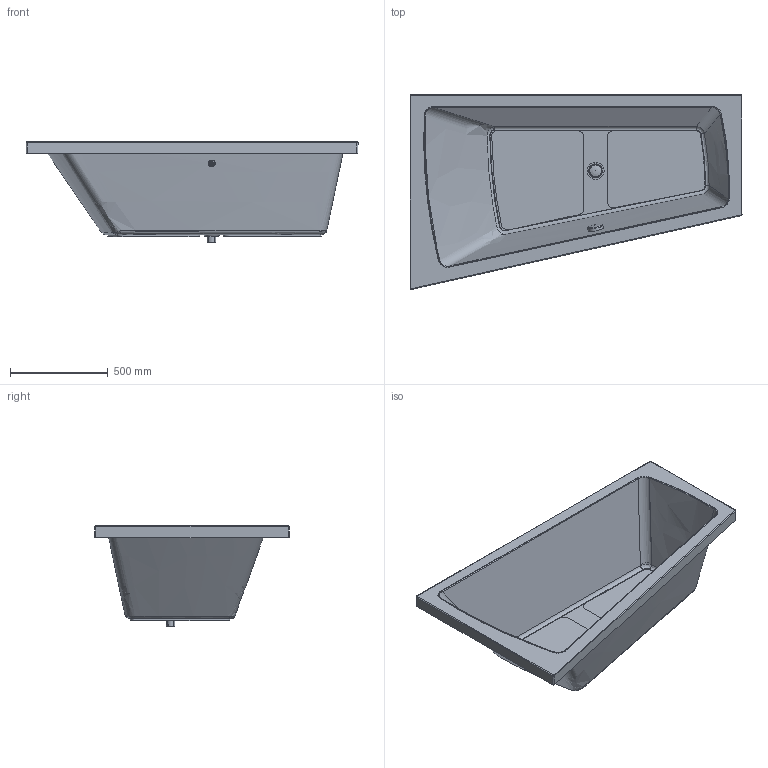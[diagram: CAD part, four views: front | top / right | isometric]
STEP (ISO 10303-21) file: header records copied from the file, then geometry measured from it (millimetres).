
FILE_DESCRIPTION((''),'2;1');
FILE_NAME('700212.stp','2010-07-22T22:35:53',('Andreas'),(''),'Autodesk Inventor 2009','Autodesk Inventor 2009','');
FILE_SCHEMA(('AUTOMOTIVE_DESIGN { 1 0 10303 214 1 1 1 1 }'));
Length unit declared in the file: millimetre
Products named in the file (5): 700212; Kelch; Stopfen; Verschluss_Ueberlauf
Assembly tree (4 placements, depth 2):
  700212
    700212
    Kelch
    Stopfen
    Verschluss_Ueberlauf
Bounding box: 1700 x 998.26 x 513.37 mm (x, y, z)
Volume: 18513041.4 mm3; surface area: 6015755.1 mm2
Topology: 5 solids, 5 shells, 118 faces, 280 edges, 172 vertices
Faces by surface type: plane 43, cylinder 38, bspline 27, torus 7, cone 3
Full cylindrical faces by diameter (mm): 15 x1, 35 x1, 42 x1, 44 x1, 52 x1, 60 x1, 72.786 x1, 74 x1, 79.999 x1
Entity records: 14917 total; most frequent: CARTESIAN_POINT 12251, DIRECTION 515, ORIENTED_EDGE 510, EDGE_CURVE 255, AXIS2_PLACEMENT_3D 203, VERTEX_POINT 167, EDGE_LOOP 150, FACE_OUTER_BOUND 118
